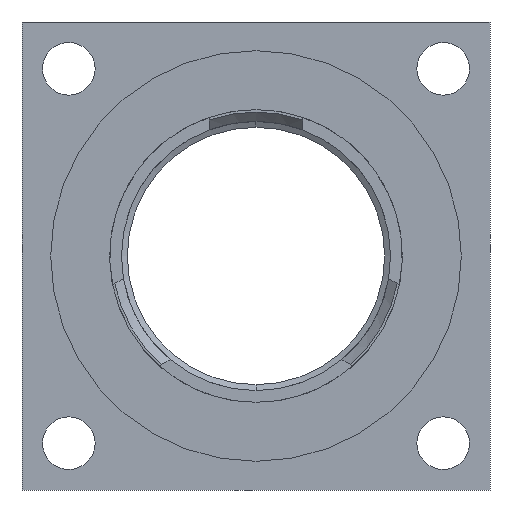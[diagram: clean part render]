
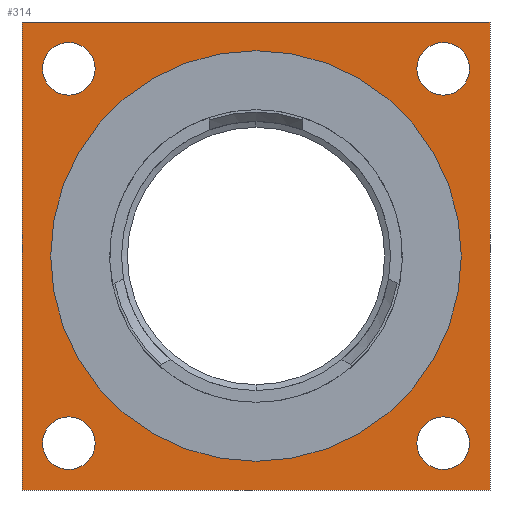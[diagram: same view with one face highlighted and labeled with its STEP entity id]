
A CAD part, front view. The second image highlights one B-rep face of the part: STEP entity #314.
In plain terms, the highlighted planar face has unit normal (0, -1, 0).
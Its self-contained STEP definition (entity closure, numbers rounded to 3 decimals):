
#3 = CARTESIAN_POINT ( 'NONE',  ( -16., 0., -16. ) ) ;
#30 = FACE_BOUND ( 'NONE', #1219, .T. ) ;
#32 = DIRECTION ( 'NONE',  ( -1., 0., 0. ) ) ;
#40 = CIRCLE ( 'NONE', #225, 17.55 ) ;
#59 = DIRECTION ( 'NONE',  ( 0., 0., 1. ) ) ;
#81 = VERTEX_POINT ( 'NONE', #1009 ) ;
#88 = ORIENTED_EDGE ( 'NONE', *, *, #1221, .F. ) ;
#100 = EDGE_CURVE ( 'NONE', #642, #678, #383, .T. ) ;
#106 = DIRECTION ( 'NONE',  ( 0., 0., 1. ) ) ;
#130 = ORIENTED_EDGE ( 'NONE', *, *, #100, .T. ) ;
#136 = VECTOR ( 'NONE', #459, 1000. ) ;
#138 = EDGE_CURVE ( 'NONE', #712, #409, #804, .T. ) ;
#140 = CARTESIAN_POINT ( 'NONE',  ( 16., 0., -16. ) ) ;
#143 = EDGE_LOOP ( 'NONE', ( #88, #266, #1139, #884 ) ) ;
#160 = DIRECTION ( 'NONE',  ( 0., 1., 0. ) ) ;
#161 = VERTEX_POINT ( 'NONE', #1119 ) ;
#162 = CARTESIAN_POINT ( 'NONE',  ( -20., 0., 20. ) ) ;
#164 = CARTESIAN_POINT ( 'NONE',  ( 16., 0., -13.75 ) ) ;
#169 = DIRECTION ( 'NONE',  ( 0., 1., 0. ) ) ;
#197 = CARTESIAN_POINT ( 'NONE',  ( 16., 0., -16. ) ) ;
#220 = CARTESIAN_POINT ( 'NONE',  ( 0., 0., -17.55 ) ) ;
#225 = AXIS2_PLACEMENT_3D ( 'NONE', #1270, #981, #326 ) ;
#239 = CARTESIAN_POINT ( 'NONE',  ( -16., 0., -16. ) ) ;
#240 = ORIENTED_EDGE ( 'NONE', *, *, #1102, .T. ) ;
#241 = FACE_OUTER_BOUND ( 'NONE', #143, .T. ) ;
#246 = DIRECTION ( 'NONE',  ( 0., 0., 1. ) ) ;
#257 = DIRECTION ( 'NONE',  ( 0., 0., -1. ) ) ;
#266 = ORIENTED_EDGE ( 'NONE', *, *, #1181, .F. ) ;
#282 = ORIENTED_EDGE ( 'NONE', *, *, #1280, .T. ) ;
#300 = DIRECTION ( 'NONE',  ( 0., 1., 0. ) ) ;
#301 = AXIS2_PLACEMENT_3D ( 'NONE', #239, #994, #342 ) ;
#306 = EDGE_CURVE ( 'NONE', #1353, #716, #787, .T. ) ;
#314 = ADVANCED_FACE ( 'NONE', ( #540, #30, #1072, #1060, #241, #815 ), #741, .F. ) ;
#323 = AXIS2_PLACEMENT_3D ( 'NONE', #3, #749, #106 ) ;
#326 = DIRECTION ( 'NONE',  ( 0., 0., 1. ) ) ;
#342 = DIRECTION ( 'NONE',  ( 0., 0., 1. ) ) ;
#347 = EDGE_CURVE ( 'NONE', #81, #473, #1036, .T. ) ;
#349 = CARTESIAN_POINT ( 'NONE',  ( -20., 0., -20. ) ) ;
#364 = CARTESIAN_POINT ( 'NONE',  ( 16., 0., 16. ) ) ;
#383 = CIRCLE ( 'NONE', #1008, 2.25 ) ;
#394 = EDGE_CURVE ( 'NONE', #1325, #568, #495, .T. ) ;
#395 = VERTEX_POINT ( 'NONE', #422 ) ;
#409 = VERTEX_POINT ( 'NONE', #220 ) ;
#420 = EDGE_LOOP ( 'NONE', ( #466, #240 ) ) ;
#422 = CARTESIAN_POINT ( 'NONE',  ( -20., 0., -20. ) ) ;
#432 = VECTOR ( 'NONE', #257, 1000. ) ;
#439 = AXIS2_PLACEMENT_3D ( 'NONE', #1184, #558, #1272 ) ;
#459 = DIRECTION ( 'NONE',  ( 0., 0., 1. ) ) ;
#464 = VERTEX_POINT ( 'NONE', #672 ) ;
#466 = ORIENTED_EDGE ( 'NONE', *, *, #138, .T. ) ;
#473 = VERTEX_POINT ( 'NONE', #553 ) ;
#475 = DIRECTION ( 'NONE',  ( 0., 1., 0. ) ) ;
#478 = EDGE_CURVE ( 'NONE', #161, #464, #1322, .T. ) ;
#495 = LINE ( 'NONE', #967, #1196 ) ;
#503 = AXIS2_PLACEMENT_3D ( 'NONE', #140, #891, #246 ) ;
#507 = EDGE_CURVE ( 'NONE', #473, #81, #1004, .T. ) ;
#513 = CARTESIAN_POINT ( 'NONE',  ( -16., 0., 16. ) ) ;
#540 = FACE_BOUND ( 'NONE', #1250, .T. ) ;
#549 = ORIENTED_EDGE ( 'NONE', *, *, #1195, .T. ) ;
#550 = EDGE_LOOP ( 'NONE', ( #717, #1213 ) ) ;
#553 = CARTESIAN_POINT ( 'NONE',  ( -16., 0., -18.25 ) ) ;
#558 = DIRECTION ( 'NONE',  ( 0., 1., 0. ) ) ;
#567 = EDGE_LOOP ( 'NONE', ( #549, #592 ) ) ;
#568 = VERTEX_POINT ( 'NONE', #1106 ) ;
#580 = CARTESIAN_POINT ( 'NONE',  ( 20., 0., -20. ) ) ;
#581 = EDGE_CURVE ( 'NONE', #568, #718, #1210, .T. ) ;
#592 = ORIENTED_EDGE ( 'NONE', *, *, #306, .T. ) ;
#593 = CARTESIAN_POINT ( 'NONE',  ( 0., 0., 17.55 ) ) ;
#628 = DIRECTION ( 'NONE',  ( 0., 0., 1. ) ) ;
#634 = LINE ( 'NONE', #349, #136 ) ;
#642 = VERTEX_POINT ( 'NONE', #791 ) ;
#672 = CARTESIAN_POINT ( 'NONE',  ( -16., 0., 18.25 ) ) ;
#678 = VERTEX_POINT ( 'NONE', #1305 ) ;
#712 = VERTEX_POINT ( 'NONE', #593 ) ;
#716 = VERTEX_POINT ( 'NONE', #164 ) ;
#717 = ORIENTED_EDGE ( 'NONE', *, *, #347, .T. ) ;
#718 = VERTEX_POINT ( 'NONE', #1116 ) ;
#741 = PLANE ( 'NONE',  #1199 ) ;
#749 = DIRECTION ( 'NONE',  ( 0., 1., 0. ) ) ;
#765 = LINE ( 'NONE', #885, #945 ) ;
#787 = CIRCLE ( 'NONE', #937, 2.25 ) ;
#791 = CARTESIAN_POINT ( 'NONE',  ( 16., 0., 18.25 ) ) ;
#801 = CARTESIAN_POINT ( 'NONE',  ( 16., 0., 16. ) ) ;
#804 = CIRCLE ( 'NONE', #832, 17.55 ) ;
#809 = CARTESIAN_POINT ( 'NONE',  ( 0., 0., 0. ) ) ;
#815 = FACE_BOUND ( 'NONE', #420, .T. ) ;
#823 = CIRCLE ( 'NONE', #1313, 2.25 ) ;
#824 = DIRECTION ( 'NONE',  ( 0., 1., 0. ) ) ;
#832 = AXIS2_PLACEMENT_3D ( 'NONE', #809, #169, #922 ) ;
#838 = DIRECTION ( 'NONE',  ( 0., 0., 1. ) ) ;
#855 = EDGE_CURVE ( 'NONE', #464, #161, #1118, .T. ) ;
#884 = ORIENTED_EDGE ( 'NONE', *, *, #394, .F. ) ;
#885 = CARTESIAN_POINT ( 'NONE',  ( -20., 0., -20. ) ) ;
#891 = DIRECTION ( 'NONE',  ( 0., 1., 0. ) ) ;
#911 = DIRECTION ( 'NONE',  ( 0., 0., 1. ) ) ;
#922 = DIRECTION ( 'NONE',  ( 0., 0., 1. ) ) ;
#937 = AXIS2_PLACEMENT_3D ( 'NONE', #197, #300, #948 ) ;
#945 = VECTOR ( 'NONE', #32, 1000. ) ;
#948 = DIRECTION ( 'NONE',  ( 0., 0., 1. ) ) ;
#967 = CARTESIAN_POINT ( 'NONE',  ( -20., 0., 20. ) ) ;
#974 = AXIS2_PLACEMENT_3D ( 'NONE', #513, #1237, #628 ) ;
#981 = DIRECTION ( 'NONE',  ( 0., 1., 0. ) ) ;
#994 = DIRECTION ( 'NONE',  ( 0., 1., 0. ) ) ;
#999 = ORIENTED_EDGE ( 'NONE', *, *, #855, .T. ) ;
#1004 = CIRCLE ( 'NONE', #301, 2.25 ) ;
#1008 = AXIS2_PLACEMENT_3D ( 'NONE', #801, #160, #911 ) ;
#1009 = CARTESIAN_POINT ( 'NONE',  ( -16., 0., -13.75 ) ) ;
#1025 = CARTESIAN_POINT ( 'NONE',  ( 16., 0., -18.25 ) ) ;
#1036 = CIRCLE ( 'NONE', #323, 2.25 ) ;
#1060 = FACE_BOUND ( 'NONE', #550, .T. ) ;
#1072 = FACE_BOUND ( 'NONE', #567, .T. ) ;
#1102 = EDGE_CURVE ( 'NONE', #409, #712, #40, .T. ) ;
#1106 = CARTESIAN_POINT ( 'NONE',  ( 20., 0., 20. ) ) ;
#1116 = CARTESIAN_POINT ( 'NONE',  ( 20., 0., -20. ) ) ;
#1118 = CIRCLE ( 'NONE', #974, 2.25 ) ;
#1119 = CARTESIAN_POINT ( 'NONE',  ( -16., 0., 13.75 ) ) ;
#1139 = ORIENTED_EDGE ( 'NONE', *, *, #581, .F. ) ;
#1149 = CIRCLE ( 'NONE', #503, 2.25 ) ;
#1159 = DIRECTION ( 'NONE',  ( 1., 0., 0. ) ) ;
#1181 = EDGE_CURVE ( 'NONE', #718, #395, #765, .T. ) ;
#1184 = CARTESIAN_POINT ( 'NONE',  ( -16., 0., 16. ) ) ;
#1195 = EDGE_CURVE ( 'NONE', #716, #1353, #1149, .T. ) ;
#1196 = VECTOR ( 'NONE', #1159, 1000. ) ;
#1199 = AXIS2_PLACEMENT_3D ( 'NONE', #1348, #824, #838 ) ;
#1210 = LINE ( 'NONE', #580, #432 ) ;
#1213 = ORIENTED_EDGE ( 'NONE', *, *, #507, .T. ) ;
#1219 = EDGE_LOOP ( 'NONE', ( #130, #282 ) ) ;
#1221 = EDGE_CURVE ( 'NONE', #395, #1325, #634, .T. ) ;
#1230 = ORIENTED_EDGE ( 'NONE', *, *, #478, .T. ) ;
#1237 = DIRECTION ( 'NONE',  ( 0., 1., 0. ) ) ;
#1250 = EDGE_LOOP ( 'NONE', ( #999, #1230 ) ) ;
#1270 = CARTESIAN_POINT ( 'NONE',  ( 0., 0., 0. ) ) ;
#1272 = DIRECTION ( 'NONE',  ( 0., 0., 1. ) ) ;
#1280 = EDGE_CURVE ( 'NONE', #678, #642, #823, .T. ) ;
#1305 = CARTESIAN_POINT ( 'NONE',  ( 16., 0., 13.75 ) ) ;
#1313 = AXIS2_PLACEMENT_3D ( 'NONE', #364, #475, #59 ) ;
#1322 = CIRCLE ( 'NONE', #439, 2.25 ) ;
#1325 = VERTEX_POINT ( 'NONE', #162 ) ;
#1348 = CARTESIAN_POINT ( 'NONE',  ( 0., 0., 0. ) ) ;
#1353 = VERTEX_POINT ( 'NONE', #1025 ) ;
